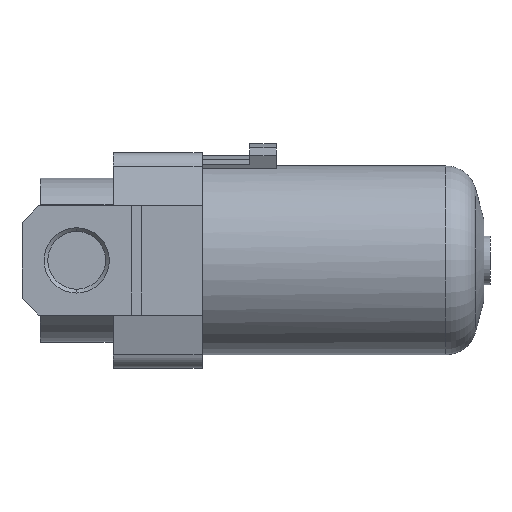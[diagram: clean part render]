
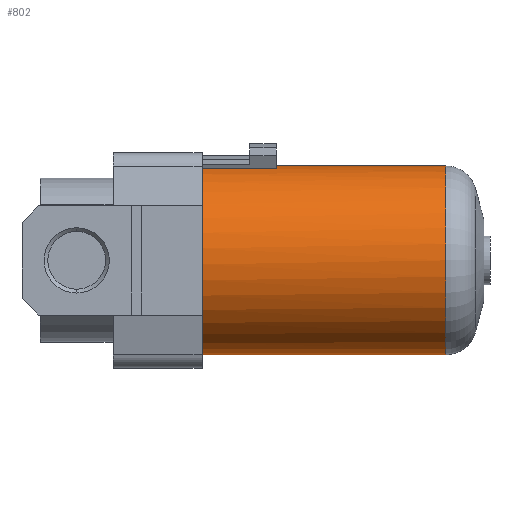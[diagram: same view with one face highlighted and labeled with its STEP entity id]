
A CAD part, left-side view. The second image highlights one B-rep face of the part: STEP entity #802.
In plain terms, the highlighted cylindrical face has radius 31.1 mm (diameter 62.2 mm), a partial arc.
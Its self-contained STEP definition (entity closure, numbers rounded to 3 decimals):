
#15 = CARTESIAN_POINT ( 'NONE',  ( -7.82, -41.3, 30.101 ) ) ;
#23 = CARTESIAN_POINT ( 'NONE',  ( -7.82, -65.75, 30.101 ) ) ;
#37 = LINE ( 'NONE', #3465, #681 ) ;
#76 = VERTEX_POINT ( 'NONE', #3499 ) ;
#121 = LINE ( 'NONE', #1438, #1571 ) ;
#174 = AXIS2_PLACEMENT_3D ( 'NONE', #2448, #830, #2742 ) ;
#260 = ORIENTED_EDGE ( 'NONE', *, *, #1021, .T. ) ;
#296 = CARTESIAN_POINT ( 'NONE',  ( 0., -41.3, 0. ) ) ;
#449 = AXIS2_PLACEMENT_3D ( 'NONE', #1380, #2181, #3295 ) ;
#557 = EDGE_CURVE ( 'NONE', #3169, #2817, #1034, .T. ) ;
#571 = DIRECTION ( 'NONE',  ( 0., 0., 1. ) ) ;
#601 = EDGE_CURVE ( 'NONE', #3169, #76, #3524, .T. ) ;
#681 = VECTOR ( 'NONE', #1005, 1000. ) ;
#724 = FACE_OUTER_BOUND ( 'NONE', #3082, .T. ) ;
#802 = ADVANCED_FACE ( 'NONE', ( #724 ), #2091, .T. ) ;
#820 = CARTESIAN_POINT ( 'NONE',  ( 0., -41.3, -31.1 ) ) ;
#830 = DIRECTION ( 'NONE',  ( 0., -1., 0. ) ) ;
#851 = VECTOR ( 'NONE', #1813, 1000. ) ;
#908 = AXIS2_PLACEMENT_3D ( 'NONE', #296, #2203, #571 ) ;
#929 = ORIENTED_EDGE ( 'NONE', *, *, #3407, .F. ) ;
#1005 = DIRECTION ( 'NONE',  ( 0., 1., 0. ) ) ;
#1021 = EDGE_CURVE ( 'NONE', #1326, #1898, #37, .T. ) ;
#1034 = LINE ( 'NONE', #1546, #851 ) ;
#1041 = DIRECTION ( 'NONE',  ( 0., 1., 0. ) ) ;
#1164 = ORIENTED_EDGE ( 'NONE', *, *, #601, .T. ) ;
#1326 = VERTEX_POINT ( 'NONE', #23 ) ;
#1380 = CARTESIAN_POINT ( 'NONE',  ( 0., -136.1, 0. ) ) ;
#1409 = EDGE_CURVE ( 'NONE', #76, #2180, #121, .T. ) ;
#1438 = CARTESIAN_POINT ( 'NONE',  ( 0., -136.1, 31.1 ) ) ;
#1506 = CIRCLE ( 'NONE', #908, 31.1 ) ;
#1546 = CARTESIAN_POINT ( 'NONE',  ( 0., -136.1, -31.1 ) ) ;
#1571 = VECTOR ( 'NONE', #1681, 1000. ) ;
#1607 = AXIS2_PLACEMENT_3D ( 'NONE', #2665, #1041, #2959 ) ;
#1681 = DIRECTION ( 'NONE',  ( 0., 1., 0. ) ) ;
#1813 = DIRECTION ( 'NONE',  ( 0., 1., 0. ) ) ;
#1898 = VERTEX_POINT ( 'NONE', #15 ) ;
#2031 = CARTESIAN_POINT ( 'NONE',  ( 0., -65.75, 31.1 ) ) ;
#2091 = CYLINDRICAL_SURFACE ( 'NONE', #449, 31.1 ) ;
#2136 = ORIENTED_EDGE ( 'NONE', *, *, #3365, .T. ) ;
#2180 = VERTEX_POINT ( 'NONE', #2031 ) ;
#2181 = DIRECTION ( 'NONE',  ( 0., 1., 0. ) ) ;
#2203 = DIRECTION ( 'NONE',  ( 0., 1., 0. ) ) ;
#2448 = CARTESIAN_POINT ( 'NONE',  ( 0., -65.75, 0. ) ) ;
#2665 = CARTESIAN_POINT ( 'NONE',  ( 0., -121.498, 0. ) ) ;
#2742 = DIRECTION ( 'NONE',  ( 0., 0., -1. ) ) ;
#2817 = VERTEX_POINT ( 'NONE', #820 ) ;
#2937 = CARTESIAN_POINT ( 'NONE',  ( 0., -121.498, -31.1 ) ) ;
#2959 = DIRECTION ( 'NONE',  ( 0., 0., 1. ) ) ;
#3055 = CIRCLE ( 'NONE', #174, 31.1 ) ;
#3082 = EDGE_LOOP ( 'NONE', ( #3218, #1164, #3561, #2136, #260, #929 ) ) ;
#3169 = VERTEX_POINT ( 'NONE', #2937 ) ;
#3218 = ORIENTED_EDGE ( 'NONE', *, *, #557, .F. ) ;
#3295 = DIRECTION ( 'NONE',  ( 0., 0., 1. ) ) ;
#3365 = EDGE_CURVE ( 'NONE', #2180, #1326, #3055, .T. ) ;
#3407 = EDGE_CURVE ( 'NONE', #2817, #1898, #1506, .T. ) ;
#3465 = CARTESIAN_POINT ( 'NONE',  ( -7.82, -136.1, 30.101 ) ) ;
#3499 = CARTESIAN_POINT ( 'NONE',  ( 0., -121.498, 31.1 ) ) ;
#3524 = CIRCLE ( 'NONE', #1607, 31.1 ) ;
#3561 = ORIENTED_EDGE ( 'NONE', *, *, #1409, .T. ) ;
